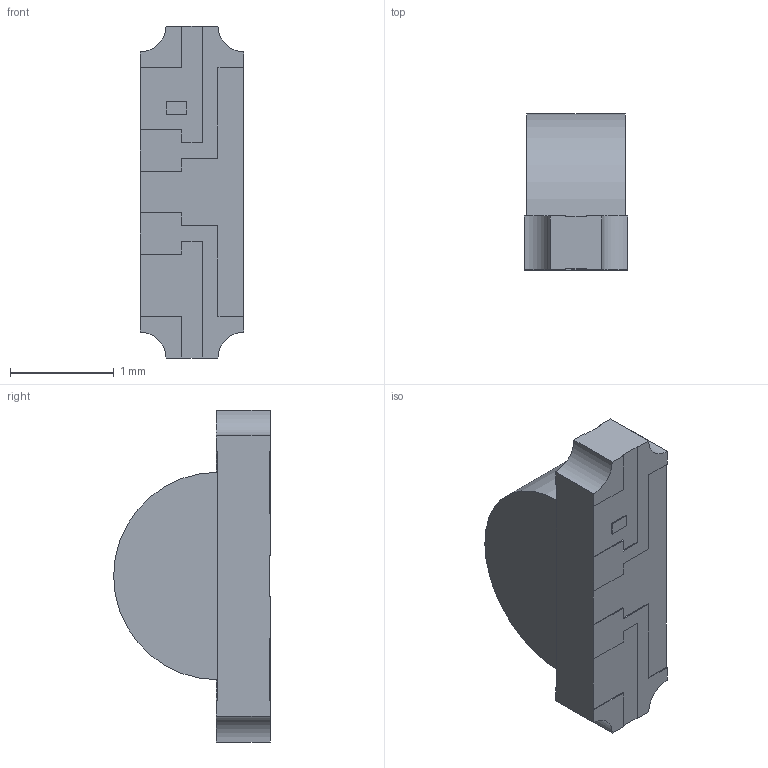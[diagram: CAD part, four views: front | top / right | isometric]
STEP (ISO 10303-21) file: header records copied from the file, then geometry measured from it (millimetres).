
FILE_DESCRIPTION (( 'STEP AP214' ), '1' );
FILE_NAME ('User Library-ltst-s310f2kt.STEP', '2020-07-21T14:48:41', ( '' ), ( '' ), 'SwSTEP 2.0', 'SolidWorks 2020', '' );
FILE_SCHEMA (( 'AUTOMOTIVE_DESIGN' ));
Length unit declared in the file: millimetre
Products named in the file (1): User Library-ltst-s310f2kt
Bounding box: 1 x 1.51 x 3.2 mm (x, y, z)
Volume: 3 mm3; surface area: 14.4 mm2
Topology: 1 solids, 1 shells, 69 faces, 190 edges, 124 vertices
Faces by surface type: plane 56, cylinder 13
Entity records: 2761 total; most frequent: CARTESIAN_POINT 384, ORIENTED_EDGE 380, DIRECTION 356, EDGE_CURVE 190, LINE 164, VECTOR 164, VERTEX_POINT 124, AXIS2_PLACEMENT_3D 96
